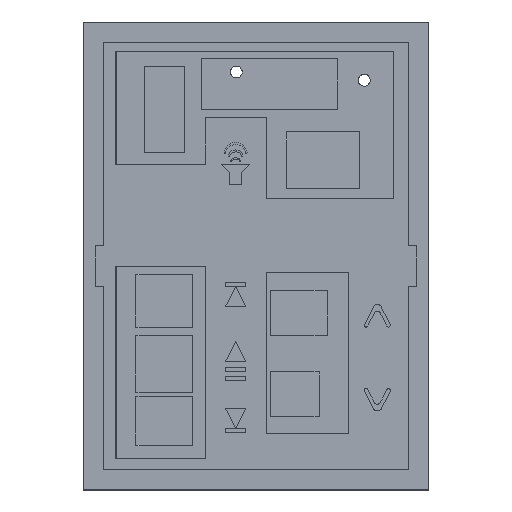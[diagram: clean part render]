
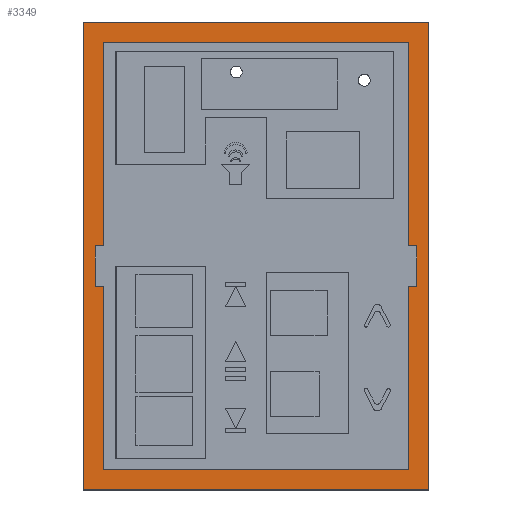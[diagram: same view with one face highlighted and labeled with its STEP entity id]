
A CAD part, top view. The second image highlights one B-rep face of the part: STEP entity #3349.
In plain terms, the highlighted planar face has unit normal (0, 0, 1).
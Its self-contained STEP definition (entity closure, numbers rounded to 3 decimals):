
#36=FACE_BOUND('',#524,.T.);
#161=PLANE('',#3589);
#330=FACE_OUTER_BOUND('',#523,.T.);
#523=EDGE_LOOP('',(#2856,#2857,#2858,#2859));
#524=EDGE_LOOP('',(#2860,#2861,#2862,#2863,#2864,#2865,#2866,#2867,#2868,
#2869,#2870,#2871));
#847=LINE('',#5120,#1253);
#851=LINE('',#5128,#1257);
#854=LINE('',#5134,#1260);
#858=LINE('',#5143,#1264);
#862=LINE('',#5151,#1268);
#865=LINE('',#5157,#1271);
#869=LINE('',#5166,#1275);
#870=LINE('',#5168,#1276);
#871=LINE('',#5170,#1277);
#872=LINE('',#5171,#1278);
#873=LINE('',#5173,#1279);
#874=LINE('',#5175,#1280);
#875=LINE('',#5176,#1281);
#876=LINE('',#5178,#1282);
#877=LINE('',#5180,#1283);
#878=LINE('',#5181,#1284);
#1253=VECTOR('',#4210,10.);
#1257=VECTOR('',#4216,10.);
#1260=VECTOR('',#4221,10.);
#1264=VECTOR('',#4229,10.);
#1268=VECTOR('',#4235,10.);
#1271=VECTOR('',#4240,10.);
#1275=VECTOR('',#4248,10.);
#1276=VECTOR('',#4249,10.);
#1277=VECTOR('',#4250,10.);
#1278=VECTOR('',#4251,10.);
#1279=VECTOR('',#4252,10.);
#1280=VECTOR('',#4253,10.);
#1281=VECTOR('',#4254,10.);
#1282=VECTOR('',#4255,10.);
#1283=VECTOR('',#4256,10.);
#1284=VECTOR('',#4257,10.);
#1672=VERTEX_POINT('',#5118);
#1673=VERTEX_POINT('',#5119);
#1676=VERTEX_POINT('',#5127);
#1678=VERTEX_POINT('',#5133);
#1680=VERTEX_POINT('',#5141);
#1681=VERTEX_POINT('',#5142);
#1684=VERTEX_POINT('',#5150);
#1686=VERTEX_POINT('',#5156);
#1688=VERTEX_POINT('',#5164);
#1689=VERTEX_POINT('',#5165);
#1690=VERTEX_POINT('',#5167);
#1691=VERTEX_POINT('',#5169);
#1692=VERTEX_POINT('',#5172);
#1693=VERTEX_POINT('',#5174);
#1694=VERTEX_POINT('',#5177);
#1695=VERTEX_POINT('',#5179);
#2077=EDGE_CURVE('',#1672,#1673,#847,.T.);
#2081=EDGE_CURVE('',#1676,#1672,#851,.T.);
#2084=EDGE_CURVE('',#1678,#1676,#854,.T.);
#2088=EDGE_CURVE('',#1680,#1681,#858,.T.);
#2092=EDGE_CURVE('',#1684,#1680,#862,.T.);
#2095=EDGE_CURVE('',#1686,#1684,#865,.T.);
#2099=EDGE_CURVE('',#1688,#1689,#869,.T.);
#2100=EDGE_CURVE('',#1689,#1690,#870,.T.);
#2101=EDGE_CURVE('',#1690,#1691,#871,.T.);
#2102=EDGE_CURVE('',#1691,#1688,#872,.T.);
#2103=EDGE_CURVE('',#1673,#1692,#873,.T.);
#2104=EDGE_CURVE('',#1692,#1693,#874,.T.);
#2105=EDGE_CURVE('',#1693,#1686,#875,.T.);
#2106=EDGE_CURVE('',#1681,#1694,#876,.T.);
#2107=EDGE_CURVE('',#1694,#1695,#877,.T.);
#2108=EDGE_CURVE('',#1695,#1678,#878,.T.);
#2856=ORIENTED_EDGE('',*,*,#2099,.T.);
#2857=ORIENTED_EDGE('',*,*,#2100,.T.);
#2858=ORIENTED_EDGE('',*,*,#2101,.T.);
#2859=ORIENTED_EDGE('',*,*,#2102,.T.);
#2860=ORIENTED_EDGE('',*,*,#2084,.T.);
#2861=ORIENTED_EDGE('',*,*,#2081,.T.);
#2862=ORIENTED_EDGE('',*,*,#2077,.T.);
#2863=ORIENTED_EDGE('',*,*,#2103,.T.);
#2864=ORIENTED_EDGE('',*,*,#2104,.T.);
#2865=ORIENTED_EDGE('',*,*,#2105,.T.);
#2866=ORIENTED_EDGE('',*,*,#2095,.T.);
#2867=ORIENTED_EDGE('',*,*,#2092,.T.);
#2868=ORIENTED_EDGE('',*,*,#2088,.T.);
#2869=ORIENTED_EDGE('',*,*,#2106,.T.);
#2870=ORIENTED_EDGE('',*,*,#2107,.T.);
#2871=ORIENTED_EDGE('',*,*,#2108,.T.);
#3349=ADVANCED_FACE('',(#330,#36),#161,.T.);
#3589=AXIS2_PLACEMENT_3D('',#5163,#4246,#4247);
#4210=DIRECTION('',(-1.,0.,0.));
#4216=DIRECTION('',(0.,-1.,0.));
#4221=DIRECTION('',(1.,0.,0.));
#4229=DIRECTION('',(1.,0.,0.));
#4235=DIRECTION('',(0.,1.,0.));
#4240=DIRECTION('',(-1.,0.,0.));
#4246=DIRECTION('center_axis',(0.,0.,1.));
#4247=DIRECTION('ref_axis',(1.,0.,0.));
#4248=DIRECTION('',(0.,-1.,0.));
#4249=DIRECTION('',(1.,0.,0.));
#4250=DIRECTION('',(0.,1.,0.));
#4251=DIRECTION('',(-1.,0.,0.));
#4252=DIRECTION('',(0.,-1.,0.));
#4253=DIRECTION('',(-1.,0.,0.));
#4254=DIRECTION('',(0.,1.,0.));
#4255=DIRECTION('',(0.,1.,0.));
#4256=DIRECTION('',(1.,0.,0.));
#4257=DIRECTION('',(0.,-1.,0.));
#5118=CARTESIAN_POINT('',(77.,45.,5.));
#5119=CARTESIAN_POINT('',(75.,45.,5.));
#5120=CARTESIAN_POINT('',(57.25,45.,5.));
#5127=CARTESIAN_POINT('',(77.,55.,5.));
#5128=CARTESIAN_POINT('',(77.,53.75,5.));
#5133=CARTESIAN_POINT('',(75.,55.,5.));
#5134=CARTESIAN_POINT('',(56.25,55.,5.));
#5141=CARTESIAN_POINT('',(-2.,55.,5.));
#5142=CARTESIAN_POINT('',(0.,55.,5.));
#5143=CARTESIAN_POINT('',(17.75,55.,5.));
#5150=CARTESIAN_POINT('',(-2.,45.,5.));
#5151=CARTESIAN_POINT('',(-2.,48.75,5.));
#5156=CARTESIAN_POINT('',(0.,45.,5.));
#5157=CARTESIAN_POINT('',(18.75,45.,5.));
#5163=CARTESIAN_POINT('Origin',(37.5,52.5,5.));
#5164=CARTESIAN_POINT('',(-5.,110.,5.));
#5165=CARTESIAN_POINT('',(-5.,-5.,5.));
#5166=CARTESIAN_POINT('',(-5.,110.,5.));
#5167=CARTESIAN_POINT('',(80.,-5.,5.));
#5168=CARTESIAN_POINT('',(-5.,-5.,5.));
#5169=CARTESIAN_POINT('',(80.,110.,5.));
#5170=CARTESIAN_POINT('',(80.,-5.,5.));
#5171=CARTESIAN_POINT('',(80.,110.,5.));
#5172=CARTESIAN_POINT('',(75.,0.,5.));
#5173=CARTESIAN_POINT('',(75.,78.75,5.));
#5174=CARTESIAN_POINT('',(0.,0.,5.));
#5175=CARTESIAN_POINT('',(56.25,0.,5.));
#5176=CARTESIAN_POINT('',(0.,26.25,5.));
#5177=CARTESIAN_POINT('',(0.,105.,5.));
#5178=CARTESIAN_POINT('',(0.,26.25,5.));
#5179=CARTESIAN_POINT('',(75.,105.,5.));
#5180=CARTESIAN_POINT('',(18.75,105.,5.));
#5181=CARTESIAN_POINT('',(75.,78.75,5.));
